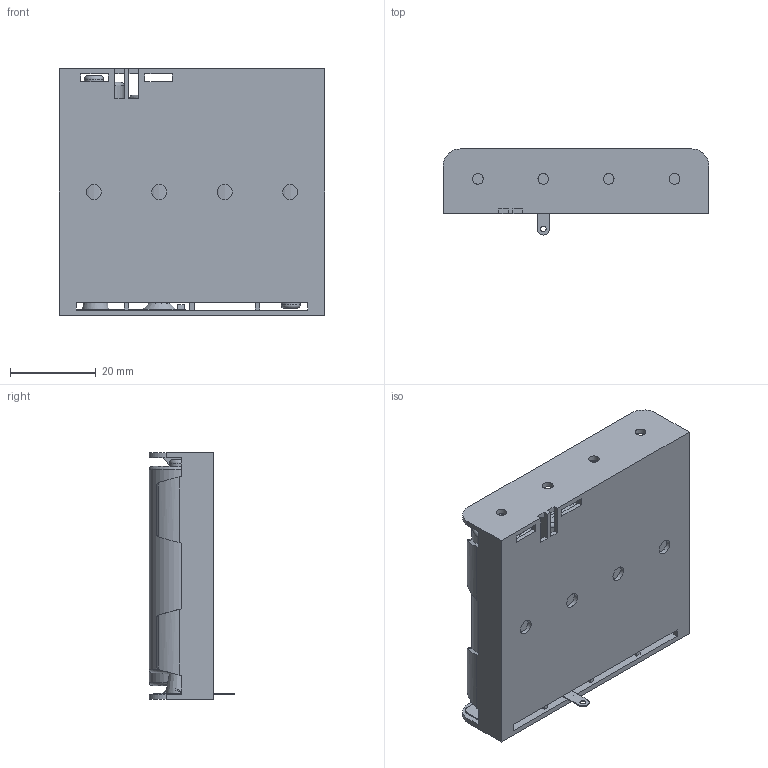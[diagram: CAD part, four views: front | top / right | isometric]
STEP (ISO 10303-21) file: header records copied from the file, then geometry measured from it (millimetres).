
FILE_DESCRIPTION(/* description */ ('Unknown'),/* implementation_level */ '2;1');
FILE_NAME(/* name */ '电池盒 电池槽 5号电池 4联',/* time_stamp */ '2023-05-30T11:56:49+08:00',/* author */ ('Unknown'),/* organization */ ('Unknown'),/* preprocessor_version */ 'ST-DEVELOPER v16.7',/* originating_system */ 'Solid Edge',/* authorisation */ 'Unknown');
FILE_SCHEMA (('CONFIG_CONTROL_DESIGN'));
Length unit declared in the file: millimetre
Products named in the file (4): 萇喀碟 萇喀羞 5; 補萇喀 AA 5; 方形18650电池弹片-正负极fo; 萇喀碟4
Assembly tree (6 placements, depth 2):
  萇喀碟 萇喀羞 5
    補萇喀 AA 5  x4
    方形18650电池弹片-正负极fo
    萇喀碟4
Bounding box: 62 x 20 x 57.5 mm (x, y, z)
Volume: 37456.3 mm3; surface area: 25241.9 mm2
Topology: 6 solids, 6 shells, 699 faces, 1911 edges, 1270 vertices
Faces by surface type: plane 504, cylinder 92, bspline 82, torus 18, cone 3
Full cylindrical faces by diameter (mm): 1.3 x1, 2.5 x8, 3.5 x4, 4.4 x4, 14 x4
Entity records: 22718 total; most frequent: CARTESIAN_POINT 5879, ORIENTED_EDGE 3656, DIRECTION 2989, EDGE_CURVE 1828, LINE 1479, VECTOR 1479, VERTEX_POINT 1229, EDGE_LOOP 779
